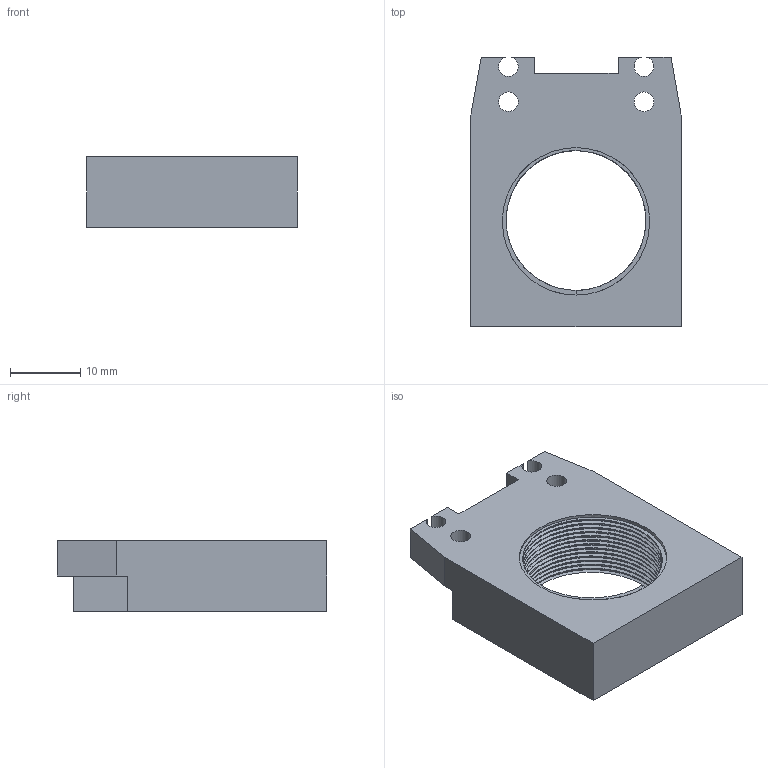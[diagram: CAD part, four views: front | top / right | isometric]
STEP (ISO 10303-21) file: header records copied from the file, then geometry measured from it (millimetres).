
FILE_DESCRIPTION(/* description */ (''),/* implementation_level */ '2;1');
FILE_NAME(/* name */ '30_Cube_Z_Focus_MGN_NEMA_adapter_RMS.ipt.step',/* time_stamp */ '2022-11-29T08:21:09+01:00',/* author */ ('diederichbenedict'),/* organization */ (''),/* preprocessor_version */ 'ST-DEVELOPER v18.1',/* originating_system */ 'Autodesk Inventor 2022',/* authorisation */ '');
FILE_SCHEMA (('AUTOMOTIVE_DESIGN { 1 0 10303 214 3 1 1 }'));
Length unit declared in the file: millimetre
Products named in the file (1): 30_Cube_Z_Focus_MGN_NEMA_adapter_RMS
Bounding box: 30 x 38.37 x 10 mm (x, y, z)
Volume: 6899.9 mm3; surface area: 4046.3 mm2
Topology: 1 solids, 1 shells, 61 faces, 171 edges, 112 vertices
Faces by surface type: cylinder 35, plane 22, bspline 4
Full cylindrical faces by diameter (mm): 2.8 x2, 19.9 x12, 20.616 x12, 21.388 x1
Entity records: 4739 total; most frequent: CARTESIAN_POINT 3239, ORIENTED_EDGE 342, DIRECTION 236, EDGE_CURVE 171, VERTEX_POINT 112, LINE 98, VECTOR 98, AXIS2_PLACEMENT_3D 69
